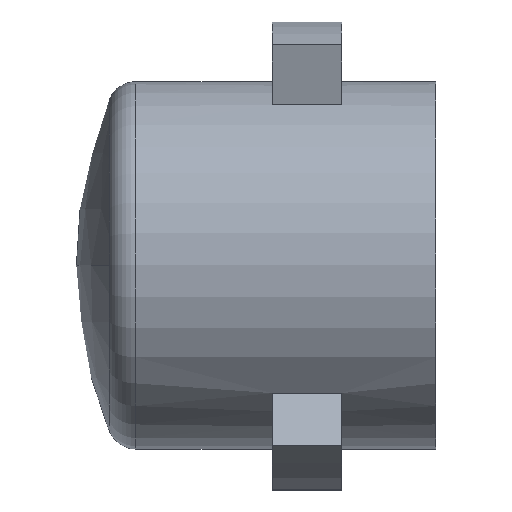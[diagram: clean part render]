
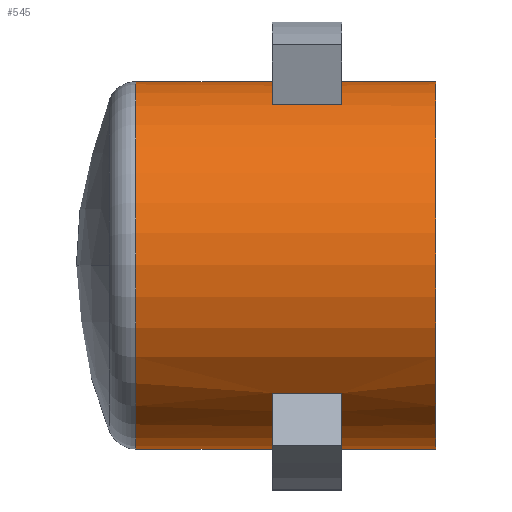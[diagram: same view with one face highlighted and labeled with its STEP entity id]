
A CAD part, left-side view. The second image highlights one B-rep face of the part: STEP entity #545.
In plain terms, the highlighted cylindrical face has radius 4.5 mm (diameter 9 mm), a partial arc.
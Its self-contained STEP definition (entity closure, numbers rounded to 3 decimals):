
#39 = AXIS2_PLACEMENT_3D ( 'NONE', #578, #579, #580 ) ;
#40 = AXIS2_PLACEMENT_3D ( 'NONE', #582, #583, #584 ) ;
#41 = AXIS2_PLACEMENT_3D ( 'NONE', #587, #588, #589 ) ;
#42 = AXIS2_PLACEMENT_3D ( 'NONE', #593, #594, #595 ) ;
#43 = AXIS2_PLACEMENT_3D ( 'NONE', #598, #599, #600 ) ;
#45 = AXIS2_PLACEMENT_3D ( 'NONE', #611, #612, #613 ) ;
#56 = AXIS2_PLACEMENT_3D ( 'NONE', #664, #665, #663 ) ;
#59 = CIRCLE ( 'NONE', #40, 4.5 ) ;
#62 = CIRCLE ( 'NONE', #41, 4.5 ) ;
#63 = LINE ( 'NONE', #586, #68 ) ;
#64 = CIRCLE ( 'NONE', #43, 4.5 ) ;
#65 = LINE ( 'NONE', #596, #74 ) ;
#67 = LINE ( 'NONE', #591, #70 ) ;
#68 = VECTOR ( 'NONE', #581, 1000. ) ;
#69 = CIRCLE ( 'NONE', #42, 4.5 ) ;
#70 = VECTOR ( 'NONE', #592, 1000. ) ;
#73 = VECTOR ( 'NONE', #609, 1000. ) ;
#74 = VECTOR ( 'NONE', #597, 1000. ) ;
#75 = LINE ( 'NONE', #608, #73 ) ;
#76 = LINE ( 'NONE', #606, #77 ) ;
#77 = VECTOR ( 'NONE', #607, 1000. ) ;
#78 = CIRCLE ( 'NONE', #45, 4.5 ) ;
#101 = CIRCLE ( 'NONE', #39, 4.5 ) ;
#102 = VECTOR ( 'NONE', #572, 1000. ) ;
#111 = LINE ( 'NONE', #567, #102 ) ;
#161 = CARTESIAN_POINT ( 'NONE',  ( -3.232, -1.7, -3.131 ) ) ;
#168 = CARTESIAN_POINT ( 'NONE',  ( -3.232, 0., -3.131 ) ) ;
#171 = CARTESIAN_POINT ( 'NONE',  ( 0., -4., 4.5 ) ) ;
#172 = CARTESIAN_POINT ( 'NONE',  ( 0., 3.344, 4.5 ) ) ;
#178 = CARTESIAN_POINT ( 'NONE',  ( 0., -4., -4.5 ) ) ;
#183 = CARTESIAN_POINT ( 'NONE',  ( 0., 3.344, -4.5 ) ) ;
#190 = CARTESIAN_POINT ( 'NONE',  ( -2.182, 0., 3.936 ) ) ;
#193 = CARTESIAN_POINT ( 'NONE',  ( -2.182, -1.7, 3.936 ) ) ;
#195 = CARTESIAN_POINT ( 'NONE',  ( -0.261, 0., 4.492 ) ) ;
#203 = CARTESIAN_POINT ( 'NONE',  ( -0.261, -1.7, 4.492 ) ) ;
#204 = CARTESIAN_POINT ( 'NONE',  ( -1.557, -1.7, -4.222 ) ) ;
#209 = CARTESIAN_POINT ( 'NONE',  ( -1.557, 0., -4.222 ) ) ;
#237 = ORIENTED_EDGE ( 'NONE', *, *, #379, .T. ) ;
#238 = ORIENTED_EDGE ( 'NONE', *, *, #373, .F. ) ;
#239 = ORIENTED_EDGE ( 'NONE', *, *, #387, .F. ) ;
#245 = ORIENTED_EDGE ( 'NONE', *, *, #381, .T. ) ;
#249 = ORIENTED_EDGE ( 'NONE', *, *, #388, .F. ) ;
#253 = ORIENTED_EDGE ( 'NONE', *, *, #375, .F. ) ;
#254 = ORIENTED_EDGE ( 'NONE', *, *, #378, .T. ) ;
#257 = VERTEX_POINT ( 'NONE', #203 ) ;
#262 = VERTEX_POINT ( 'NONE', #209 ) ;
#264 = VERTEX_POINT ( 'NONE', #204 ) ;
#265 = VERTEX_POINT ( 'NONE', #168 ) ;
#268 = VERTEX_POINT ( 'NONE', #171 ) ;
#270 = VERTEX_POINT ( 'NONE', #172 ) ;
#275 = VERTEX_POINT ( 'NONE', #178 ) ;
#280 = VERTEX_POINT ( 'NONE', #183 ) ;
#287 = VERTEX_POINT ( 'NONE', #190 ) ;
#332 = ORIENTED_EDGE ( 'NONE', *, *, #385, .T. ) ;
#333 = VERTEX_POINT ( 'NONE', #195 ) ;
#334 = VERTEX_POINT ( 'NONE', #161 ) ;
#336 = ORIENTED_EDGE ( 'NONE', *, *, #377, .T. ) ;
#338 = VERTEX_POINT ( 'NONE', #193 ) ;
#373 = EDGE_CURVE ( 'NONE', #257, #333, #111, .T. ) ;
#375 = EDGE_CURVE ( 'NONE', #264, #334, #101, .T. ) ;
#377 = EDGE_CURVE ( 'NONE', #262, #265, #59, .T. ) ;
#378 = EDGE_CURVE ( 'NONE', #275, #268, #62, .T. ) ;
#379 = EDGE_CURVE ( 'NONE', #338, #287, #63, .T. ) ;
#381 = EDGE_CURVE ( 'NONE', #287, #333, #69, .T. ) ;
#382 = EDGE_CURVE ( 'NONE', #270, #280, #64, .T. ) ;
#383 = EDGE_CURVE ( 'NONE', #270, #268, #67, .T. ) ;
#385 = EDGE_CURVE ( 'NONE', #280, #275, #65, .T. ) ;
#386 = EDGE_CURVE ( 'NONE', #264, #262, #76, .T. ) ;
#387 = EDGE_CURVE ( 'NONE', #334, #265, #75, .T. ) ;
#388 = EDGE_CURVE ( 'NONE', #338, #257, #78, .T. ) ;
#432 = ORIENTED_EDGE ( 'NONE', *, *, #383, .F. ) ;
#454 = EDGE_LOOP ( 'NONE', ( #432, #480, #332, #254 ) ) ;
#459 = EDGE_LOOP ( 'NONE', ( #253, #483, #336, #239 ) ) ;
#462 = EDGE_LOOP ( 'NONE', ( #249, #237, #245, #238 ) ) ;
#480 = ORIENTED_EDGE ( 'NONE', *, *, #382, .T. ) ;
#483 = ORIENTED_EDGE ( 'NONE', *, *, #386, .T. ) ;
#545 = ADVANCED_FACE ( 'NONE', ( #775, #769, #777 ), #781, .T. ) ;
#567 = CARTESIAN_POINT ( 'NONE',  ( -0.261, -1.7, 4.492 ) ) ;
#572 = DIRECTION ( 'NONE',  ( 0., 1., 0. ) ) ;
#578 = CARTESIAN_POINT ( 'NONE',  ( 0., -1.7, 0. ) ) ;
#579 = DIRECTION ( 'NONE',  ( 0., 1., 0. ) ) ;
#580 = DIRECTION ( 'NONE',  ( 0., 0., 1. ) ) ;
#581 = DIRECTION ( 'NONE',  ( 0., 1., 0. ) ) ;
#582 = CARTESIAN_POINT ( 'NONE',  ( 0., 0., 0. ) ) ;
#583 = DIRECTION ( 'NONE',  ( 0., 1., 0. ) ) ;
#584 = DIRECTION ( 'NONE',  ( 0., 0., 1. ) ) ;
#586 = CARTESIAN_POINT ( 'NONE',  ( -2.182, -1.7, 3.936 ) ) ;
#587 = CARTESIAN_POINT ( 'NONE',  ( 0., -4., 0. ) ) ;
#588 = DIRECTION ( 'NONE',  ( 0., 1., 0. ) ) ;
#589 = DIRECTION ( 'NONE',  ( 0., 0., 1. ) ) ;
#591 = CARTESIAN_POINT ( 'NONE',  ( 0., 4.8, 4.5 ) ) ;
#592 = DIRECTION ( 'NONE',  ( 0., -1., 0. ) ) ;
#593 = CARTESIAN_POINT ( 'NONE',  ( 0., 0., 0. ) ) ;
#594 = DIRECTION ( 'NONE',  ( 0., 1., 0. ) ) ;
#595 = DIRECTION ( 'NONE',  ( 0., 0., 1. ) ) ;
#596 = CARTESIAN_POINT ( 'NONE',  ( 0., 4.8, -4.5 ) ) ;
#597 = DIRECTION ( 'NONE',  ( 0., -1., 0. ) ) ;
#598 = CARTESIAN_POINT ( 'NONE',  ( 0., 3.344, 0. ) ) ;
#599 = DIRECTION ( 'NONE',  ( 0., -1., 0. ) ) ;
#600 = DIRECTION ( 'NONE',  ( 0., 0., -1. ) ) ;
#606 = CARTESIAN_POINT ( 'NONE',  ( -1.557, -1.7, -4.222 ) ) ;
#607 = DIRECTION ( 'NONE',  ( 0., 1., 0. ) ) ;
#608 = CARTESIAN_POINT ( 'NONE',  ( -3.232, -1.7, -3.131 ) ) ;
#609 = DIRECTION ( 'NONE',  ( 0., 1., 0. ) ) ;
#611 = CARTESIAN_POINT ( 'NONE',  ( 0., -1.7, 0. ) ) ;
#612 = DIRECTION ( 'NONE',  ( 0., 1., 0. ) ) ;
#613 = DIRECTION ( 'NONE',  ( 0., 0., 1. ) ) ;
#663 = DIRECTION ( 'NONE',  ( 0., 0., -1. ) ) ;
#664 = CARTESIAN_POINT ( 'NONE',  ( 0., 4.8, 0. ) ) ;
#665 = DIRECTION ( 'NONE',  ( 0., -1., 0. ) ) ;
#769 = FACE_BOUND ( 'NONE', #459, .T. ) ;
#775 = FACE_OUTER_BOUND ( 'NONE', #454, .T. ) ;
#777 = FACE_BOUND ( 'NONE', #462, .T. ) ;
#781 = CYLINDRICAL_SURFACE ( 'NONE', #56, 4.5 ) ;
